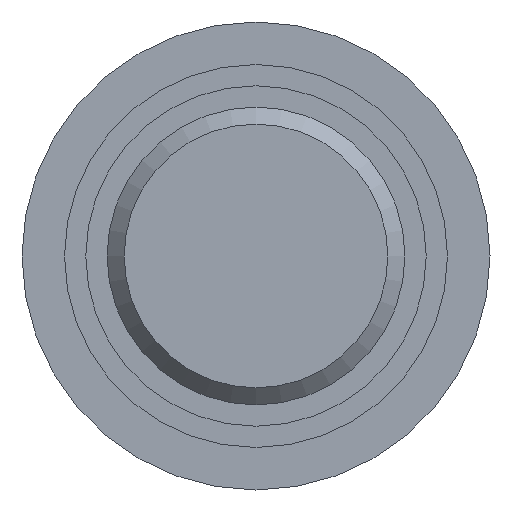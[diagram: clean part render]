
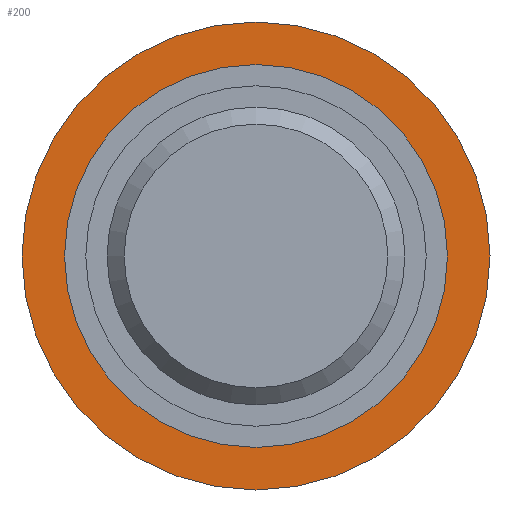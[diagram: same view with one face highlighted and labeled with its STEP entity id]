
A CAD part, left-side view. The second image highlights one B-rep face of the part: STEP entity #200.
In plain terms, the highlighted planar face has unit normal (-1, 0, 0).
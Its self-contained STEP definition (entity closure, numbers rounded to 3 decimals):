
#17=FACE_BOUND('',#61,.T.);
#24=PLANE('',#250);
#43=FACE_OUTER_BOUND('',#60,.T.);
#60=EDGE_LOOP('',(#174));
#61=EDGE_LOOP('',(#175));
#95=CIRCLE('',#249,27.5);
#96=CIRCLE('',#251,22.5);
#111=VERTEX_POINT('',#369);
#112=VERTEX_POINT('',#373);
#132=EDGE_CURVE('',#111,#111,#95,.T.);
#134=EDGE_CURVE('',#112,#112,#96,.T.);
#174=ORIENTED_EDGE('',*,*,#132,.T.);
#175=ORIENTED_EDGE('',*,*,#134,.F.);
#200=ADVANCED_FACE('',(#43,#17),#24,.T.);
#249=AXIS2_PLACEMENT_3D('',#370,#308,#309);
#250=AXIS2_PLACEMENT_3D('',#372,#311,#312);
#251=AXIS2_PLACEMENT_3D('',#374,#313,#314);
#308=DIRECTION('center_axis',(-1.,0.,0.));
#309=DIRECTION('ref_axis',(0.,0.,1.));
#311=DIRECTION('center_axis',(-1.,0.,0.));
#312=DIRECTION('ref_axis',(0.,0.,1.));
#313=DIRECTION('center_axis',(-1.,0.,0.));
#314=DIRECTION('ref_axis',(0.,0.,1.));
#369=CARTESIAN_POINT('',(123.,-27.5,0.));
#370=CARTESIAN_POINT('Origin',(123.,0.,0.));
#372=CARTESIAN_POINT('Origin',(123.,22.5,0.));
#373=CARTESIAN_POINT('',(123.,-22.5,0.));
#374=CARTESIAN_POINT('Origin',(123.,0.,0.));
